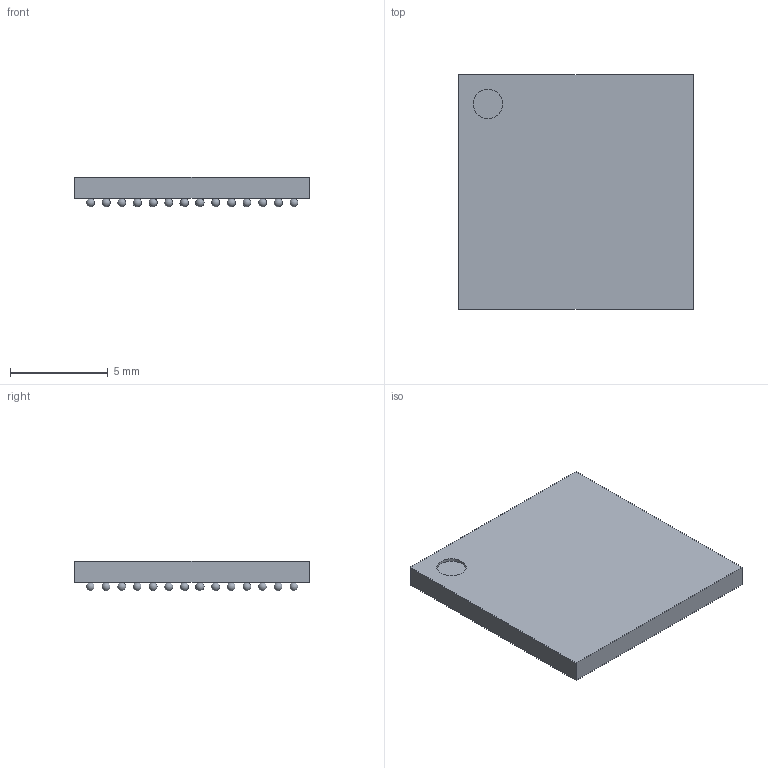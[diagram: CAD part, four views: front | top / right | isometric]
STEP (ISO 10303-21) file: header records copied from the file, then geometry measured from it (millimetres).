
FILE_DESCRIPTION(('FreeCAD Model'),'2;1');
FILE_NAME('13561072.1.1.stp','2021-01-29T06:19:26',( 'Author'),(''),'Open CASCADE STEP processor 6.9','FreeCAD','Unknown' );
FILE_SCHEMA(('AUTOMOTIVE_DESIGN { 1 0 10303 214 1 1 1 1 }'));
Length unit declared in the file: millimetre
Products named in the file (3): ASSEMBLY; Array; Body
Assembly tree (2 placements, depth 2):
  ASSEMBLY
    Array
    Body
Bounding box: 12 x 12 x 1.52 mm (x, y, z)
Volume: 164.9 mm3; surface area: 454.9 mm2
Topology: 197 solids, 197 shells, 204 faces, 603 edges, 402 vertices
Faces by surface type: sphere 196, plane 7, cylinder 1
Full cylindrical faces by diameter (mm): 1.5 x1
Entity records: 4571 total; most frequent: DIRECTION 461, CARTESIAN_POINT 458, AXIS2_PLACEMENT_3D 209, VERTEX_POINT 206, FACE_BOUND 205, ADVANCED_FACE 204, MANIFOLD_SOLID_BREP 197, CLOSED_SHELL 197
